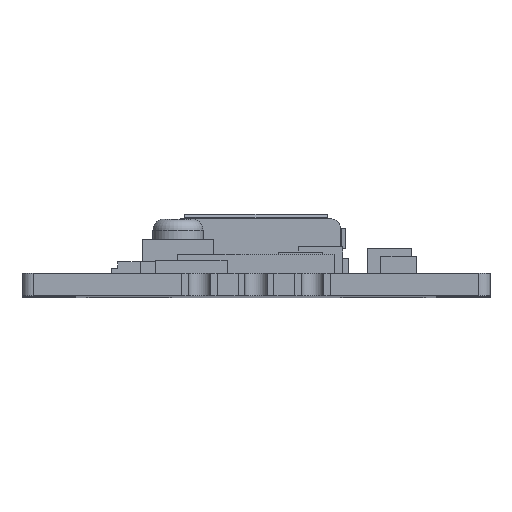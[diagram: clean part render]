
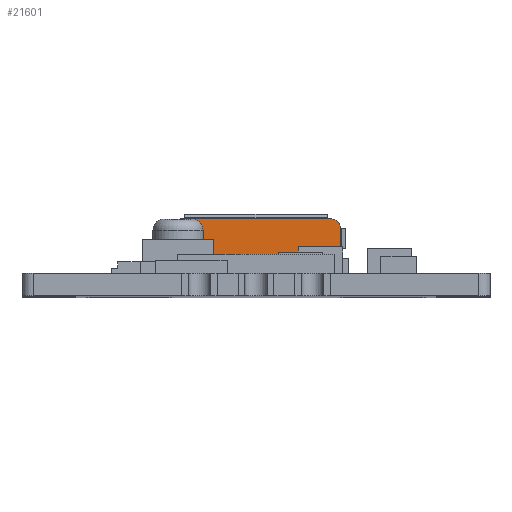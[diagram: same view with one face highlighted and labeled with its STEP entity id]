
A CAD part, top view. The second image highlights one B-rep face of the part: STEP entity #21601.
In plain terms, the highlighted face is planar.
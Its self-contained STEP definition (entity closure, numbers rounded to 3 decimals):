
#98 = DIRECTION ( 'NONE',  ( 0.665, -0.747, 0. ) ) ;
#143 = DIRECTION ( 'NONE',  ( -1., 0., 0. ) ) ;
#337 = DIRECTION ( 'NONE',  ( 0., -1., 0. ) ) ;
#482 = CARTESIAN_POINT ( 'NONE',  ( -3.689, -0.234, -2.5 ) ) ;
#888 = ORIENTED_EDGE ( 'NONE', *, *, #17412, .F. ) ;
#994 = EDGE_CURVE ( 'NONE', #18304, #22365, #3096, .T. ) ;
#1593 = ORIENTED_EDGE ( 'NONE', *, *, #13903, .F. ) ;
#1595 = CIRCLE ( 'NONE', #2347, 0.4 ) ;
#1675 = DIRECTION ( 'NONE',  ( 1., 0., 0. ) ) ;
#1722 = LINE ( 'NONE', #21384, #3929 ) ;
#1777 = DIRECTION ( 'NONE',  ( 0., 0., 1. ) ) ;
#1916 = VERTEX_POINT ( 'NONE', #12496 ) ;
#2001 = CARTESIAN_POINT ( 'NONE',  ( -2.596, -0.86, -2.5 ) ) ;
#2112 = CIRCLE ( 'NONE', #15026, 0.4 ) ;
#2330 = CARTESIAN_POINT ( 'NONE',  ( -3.79, 0.86, -2.5 ) ) ;
#2347 = AXIS2_PLACEMENT_3D ( 'NONE', #3399, #1777, #22599 ) ;
#3096 = LINE ( 'NONE', #3451, #9927 ) ;
#3197 = VERTEX_POINT ( 'NONE', #18895 ) ;
#3399 = CARTESIAN_POINT ( 'NONE',  ( -3.39, 0.86, -2.5 ) ) ;
#3451 = CARTESIAN_POINT ( 'NONE',  ( -3.689, -0.234, -2.5 ) ) ;
#3669 = CARTESIAN_POINT ( 'NONE',  ( -2.596, -1.26, -2.5 ) ) ;
#3927 = VERTEX_POINT ( 'NONE', #10485 ) ;
#3929 = VECTOR ( 'NONE', #337, 1000. ) ;
#4260 = EDGE_CURVE ( 'NONE', #4916, #21904, #6288, .T. ) ;
#4426 = EDGE_CURVE ( 'NONE', #3197, #12536, #1595, .T. ) ;
#4916 = VERTEX_POINT ( 'NONE', #21286 ) ;
#4936 = ORIENTED_EDGE ( 'NONE', *, *, #15542, .F. ) ;
#5313 = CARTESIAN_POINT ( 'NONE',  ( 3.689, -0.234, -2.5 ) ) ;
#5644 = CARTESIAN_POINT ( 'NONE',  ( 2.596, -0.86, -2.5 ) ) ;
#5685 = CARTESIAN_POINT ( 'NONE',  ( 3.39, 0.032, -2.5 ) ) ;
#5893 = ORIENTED_EDGE ( 'NONE', *, *, #11548, .F. ) ;
#6288 = LINE ( 'NONE', #13457, #20800 ) ;
#6535 = CARTESIAN_POINT ( 'NONE',  ( -2.596, -1.26, -2.5 ) ) ;
#6793 = FACE_OUTER_BOUND ( 'NONE', #10034, .T. ) ;
#7178 = EDGE_CURVE ( 'NONE', #20754, #19763, #10374, .T. ) ;
#7803 = ORIENTED_EDGE ( 'NONE', *, *, #4260, .F. ) ;
#8225 = CARTESIAN_POINT ( 'NONE',  ( 2.596, -1.26, -2.5 ) ) ;
#8789 = EDGE_CURVE ( 'NONE', #3927, #3197, #11966, .T. ) ;
#8936 = DIRECTION ( 'NONE',  ( 0., 0., 1. ) ) ;
#9487 = CIRCLE ( 'NONE', #15387, 0.4 ) ;
#9764 = CARTESIAN_POINT ( 'NONE',  ( 3.79, 0.86, -2.5 ) ) ;
#9927 = VECTOR ( 'NONE', #98, 1000. ) ;
#10034 = EDGE_LOOP ( 'NONE', ( #888, #10478, #4936, #5893, #16753, #10089, #14937, #7803, #13923, #18123, #1593, #22841 ) ) ;
#10089 = ORIENTED_EDGE ( 'NONE', *, *, #8789, .F. ) ;
#10228 = EDGE_CURVE ( 'NONE', #1916, #22339, #22665, .T. ) ;
#10374 = LINE ( 'NONE', #3669, #14397 ) ;
#10478 = ORIENTED_EDGE ( 'NONE', *, *, #994, .F. ) ;
#10485 = CARTESIAN_POINT ( 'NONE',  ( 3.39, 1.26, -2.5 ) ) ;
#11155 = AXIS2_PLACEMENT_3D ( 'NONE', #11972, #17530, #1675 ) ;
#11516 = CIRCLE ( 'NONE', #11155, 0.4 ) ;
#11548 = EDGE_CURVE ( 'NONE', #12536, #16501, #1722, .T. ) ;
#11966 = LINE ( 'NONE', #13818, #15378 ) ;
#11972 = CARTESIAN_POINT ( 'NONE',  ( -3.39, 0.032, -2.5 ) ) ;
#12339 = EDGE_CURVE ( 'NONE', #22339, #4916, #9487, .T. ) ;
#12496 = CARTESIAN_POINT ( 'NONE',  ( 2.894, -1.126, -2.5 ) ) ;
#12536 = VERTEX_POINT ( 'NONE', #2330 ) ;
#12646 = DIRECTION ( 'NONE',  ( 0., 0., 1. ) ) ;
#13010 = AXIS2_PLACEMENT_3D ( 'NONE', #20675, #15355, #17098 ) ;
#13457 = CARTESIAN_POINT ( 'NONE',  ( 3.79, 0.86, -2.5 ) ) ;
#13818 = CARTESIAN_POINT ( 'NONE',  ( -3.39, 1.26, -2.5 ) ) ;
#13903 = EDGE_CURVE ( 'NONE', #19763, #1916, #17185, .T. ) ;
#13923 = ORIENTED_EDGE ( 'NONE', *, *, #12339, .F. ) ;
#14104 = DIRECTION ( 'NONE',  ( 0.665, 0.747, 0. ) ) ;
#14397 = VECTOR ( 'NONE', #16150, 1000. ) ;
#14490 = CIRCLE ( 'NONE', #22208, 0.4 ) ;
#14768 = DIRECTION ( 'NONE',  ( -1., 0., 0. ) ) ;
#14937 = ORIENTED_EDGE ( 'NONE', *, *, #21162, .F. ) ;
#15026 = AXIS2_PLACEMENT_3D ( 'NONE', #2001, #12646, #18679 ) ;
#15355 = DIRECTION ( 'NONE',  ( 0., 0., 1. ) ) ;
#15378 = VECTOR ( 'NONE', #18680, 1000. ) ;
#15387 = AXIS2_PLACEMENT_3D ( 'NONE', #5685, #8936, #143 ) ;
#15542 = EDGE_CURVE ( 'NONE', #16501, #18304, #11516, .T. ) ;
#15616 = CARTESIAN_POINT ( 'NONE',  ( 3.39, 0.86, -2.5 ) ) ;
#15727 = DIRECTION ( 'NONE',  ( 1., 0., 0. ) ) ;
#16150 = DIRECTION ( 'NONE',  ( 1., 0., 0. ) ) ;
#16389 = DIRECTION ( 'NONE',  ( 0., 0., 1. ) ) ;
#16501 = VERTEX_POINT ( 'NONE', #21513 ) ;
#16753 = ORIENTED_EDGE ( 'NONE', *, *, #4426, .F. ) ;
#16871 = CARTESIAN_POINT ( 'NONE',  ( 3.689, -0.234, -2.5 ) ) ;
#17098 = DIRECTION ( 'NONE',  ( 1., 0., 0. ) ) ;
#17185 = CIRCLE ( 'NONE', #22346, 0.4 ) ;
#17361 = DIRECTION ( 'NONE',  ( 0., 0., 1. ) ) ;
#17412 = EDGE_CURVE ( 'NONE', #22365, #20754, #2112, .T. ) ;
#17530 = DIRECTION ( 'NONE',  ( 0., 0., 1. ) ) ;
#18123 = ORIENTED_EDGE ( 'NONE', *, *, #10228, .F. ) ;
#18304 = VERTEX_POINT ( 'NONE', #482 ) ;
#18679 = DIRECTION ( 'NONE',  ( 1., 0., 0. ) ) ;
#18680 = DIRECTION ( 'NONE',  ( -1., 0., 0. ) ) ;
#18784 = DIRECTION ( 'NONE',  ( 0., 1., 0. ) ) ;
#18895 = CARTESIAN_POINT ( 'NONE',  ( -3.39, 1.26, -2.5 ) ) ;
#19184 = PLANE ( 'NONE',  #13010 ) ;
#19413 = CARTESIAN_POINT ( 'NONE',  ( -2.894, -1.126, -2.5 ) ) ;
#19763 = VERTEX_POINT ( 'NONE', #8225 ) ;
#20675 = CARTESIAN_POINT ( 'NONE',  ( -2.596, -0.86, -2.5 ) ) ;
#20754 = VERTEX_POINT ( 'NONE', #6535 ) ;
#20800 = VECTOR ( 'NONE', #18784, 1000. ) ;
#20903 = VECTOR ( 'NONE', #14104, 1000. ) ;
#21162 = EDGE_CURVE ( 'NONE', #21904, #3927, #14490, .T. ) ;
#21286 = CARTESIAN_POINT ( 'NONE',  ( 3.79, 0.032, -2.5 ) ) ;
#21384 = CARTESIAN_POINT ( 'NONE',  ( -3.79, 0.86, -2.5 ) ) ;
#21513 = CARTESIAN_POINT ( 'NONE',  ( -3.79, 0.032, -2.5 ) ) ;
#21601 = ADVANCED_FACE ( 'NONE', ( #6793 ), #19184, .F. ) ;
#21904 = VERTEX_POINT ( 'NONE', #9764 ) ;
#22208 = AXIS2_PLACEMENT_3D ( 'NONE', #15616, #17361, #15727 ) ;
#22339 = VERTEX_POINT ( 'NONE', #16871 ) ;
#22346 = AXIS2_PLACEMENT_3D ( 'NONE', #5644, #16389, #14768 ) ;
#22365 = VERTEX_POINT ( 'NONE', #19413 ) ;
#22599 = DIRECTION ( 'NONE',  ( -1., 0., 0. ) ) ;
#22665 = LINE ( 'NONE', #5313, #20903 ) ;
#22841 = ORIENTED_EDGE ( 'NONE', *, *, #7178, .F. ) ;
